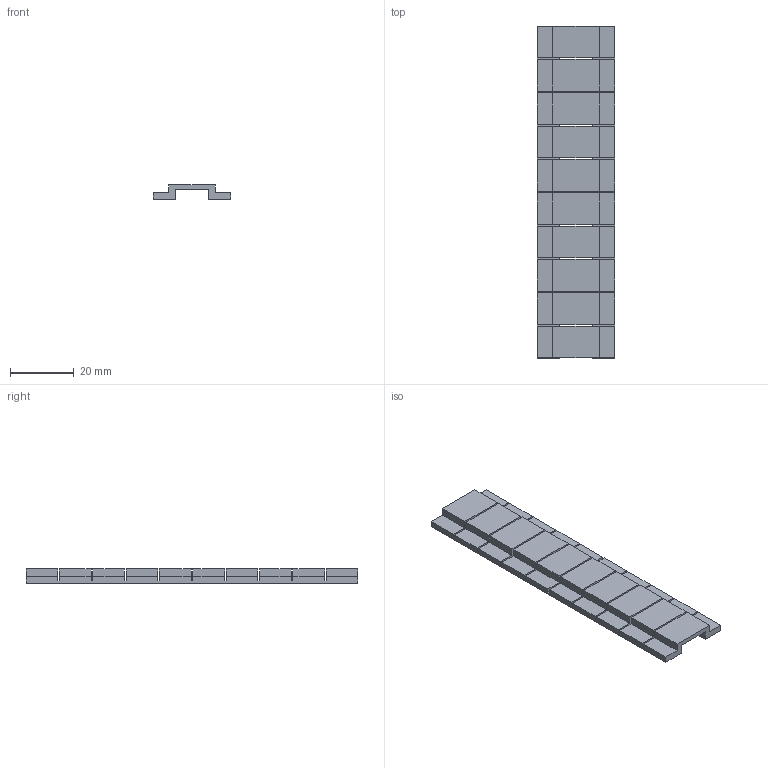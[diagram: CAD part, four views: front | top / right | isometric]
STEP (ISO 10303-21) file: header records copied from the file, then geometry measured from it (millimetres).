
FILE_DESCRIPTION(/* description */ (''),/* implementation_level */ '2;1');
FILE_NAME(/* name */ 'LED Strip Holder v6.stp',/* time_stamp */ '2025-09-12T00:17:45+02:00',/* author */ (''),/* organization */ (''),/* preprocessor_version */ 'ST-DEVELOPER v20.1',/* originating_system */ 'Autodesk Translation Framework v14.10.0.0',/* authorisation */ '');
FILE_SCHEMA (('AUTOMOTIVE_DESIGN { 1 0 10303 214 3 1 1 }'));
Length unit declared in the file: millimetre
Products named in the file (1): LED Strip Holder
Bounding box: 24.5 x 104.5 x 4.5 mm (x, y, z)
Volume: 5419.1 mm3; surface area: 7437.2 mm2
Topology: 1 solids, 1 shells, 104 faces, 360 edges, 240 vertices
Faces by surface type: plane 104
Entity records: 3873 total; most frequent: ORIENTED_EDGE 720, CARTESIAN_POINT 705, DIRECTION 570, LINE 360, VECTOR 360, EDGE_CURVE 360, VERTEX_POINT 240, AXIS2_PLACEMENT_3D 105
